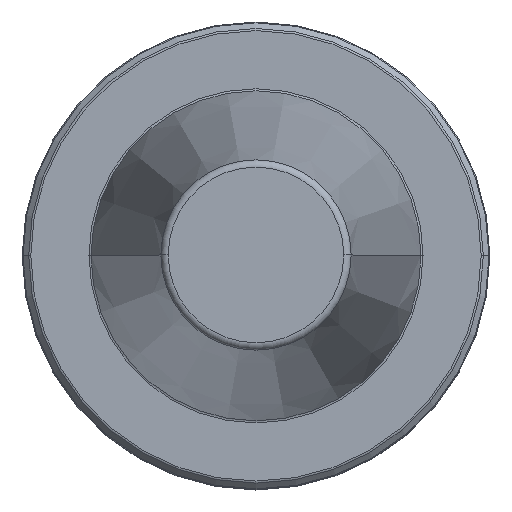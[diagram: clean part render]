
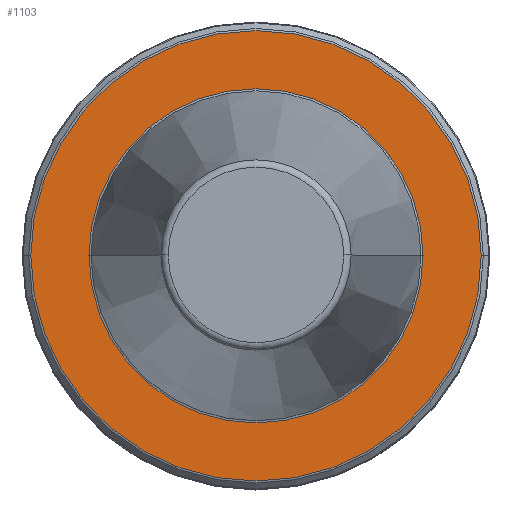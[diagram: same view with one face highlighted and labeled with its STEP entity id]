
A CAD part, top view. The second image highlights one B-rep face of the part: STEP entity #1103.
In plain terms, the highlighted planar face has unit normal (0, 0, 1).
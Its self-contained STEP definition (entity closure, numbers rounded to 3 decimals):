
#1 = VERTEX_POINT ( 'NONE', #1116 ) ;
#36 = AXIS2_PLACEMENT_3D ( 'NONE', #803, #900, #918 ) ;
#44 = CIRCLE ( 'NONE', #504, 30.334 ) ;
#78 = CARTESIAN_POINT ( 'NONE',  ( 0., 0., -2. ) ) ;
#98 = CIRCLE ( 'NONE', #695, 22.5 ) ;
#118 = EDGE_CURVE ( 'NONE', #172, #567, #1064, .T. ) ;
#145 = VERTEX_POINT ( 'NONE', #639 ) ;
#151 = CIRCLE ( 'NONE', #436, 22.5 ) ;
#172 = VERTEX_POINT ( 'NONE', #1002 ) ;
#185 = DIRECTION ( 'NONE',  ( 1., 0., 0. ) ) ;
#190 = CARTESIAN_POINT ( 'NONE',  ( -30.334, 0., -2. ) ) ;
#204 = CARTESIAN_POINT ( 'NONE',  ( 0., 0., -2. ) ) ;
#234 = DIRECTION ( 'NONE',  ( 0., 0., 1. ) ) ;
#287 = EDGE_CURVE ( 'NONE', #145, #1, #98, .T. ) ;
#356 = DIRECTION ( 'NONE',  ( 1., 0., 0. ) ) ;
#409 = AXIS2_PLACEMENT_3D ( 'NONE', #951, #546, #1247 ) ;
#436 = AXIS2_PLACEMENT_3D ( 'NONE', #78, #489, #765 ) ;
#450 = PLANE ( 'NONE',  #409 ) ;
#463 = DIRECTION ( 'NONE',  ( 0., 0., 1. ) ) ;
#466 = EDGE_LOOP ( 'NONE', ( #985, #1009 ) ) ;
#489 = DIRECTION ( 'NONE',  ( 0., 0., 1. ) ) ;
#504 = AXIS2_PLACEMENT_3D ( 'NONE', #204, #234, #185 ) ;
#546 = DIRECTION ( 'NONE',  ( 0., 0., 1. ) ) ;
#567 = VERTEX_POINT ( 'NONE', #190 ) ;
#572 = EDGE_CURVE ( 'NONE', #1, #145, #151, .T. ) ;
#578 = EDGE_CURVE ( 'NONE', #567, #172, #44, .T. ) ;
#629 = FACE_BOUND ( 'NONE', #466, .T. ) ;
#639 = CARTESIAN_POINT ( 'NONE',  ( 22.5, 0., -2. ) ) ;
#695 = AXIS2_PLACEMENT_3D ( 'NONE', #1154, #463, #356 ) ;
#743 = ORIENTED_EDGE ( 'NONE', *, *, #118, .T. ) ;
#746 = EDGE_LOOP ( 'NONE', ( #743, #1026 ) ) ;
#765 = DIRECTION ( 'NONE',  ( 1., 0., 0. ) ) ;
#803 = CARTESIAN_POINT ( 'NONE',  ( 0., 0., -2. ) ) ;
#896 = FACE_OUTER_BOUND ( 'NONE', #746, .T. ) ;
#900 = DIRECTION ( 'NONE',  ( 0., 0., 1. ) ) ;
#918 = DIRECTION ( 'NONE',  ( 1., 0., 0. ) ) ;
#951 = CARTESIAN_POINT ( 'NONE',  ( 0., 0., -2. ) ) ;
#985 = ORIENTED_EDGE ( 'NONE', *, *, #287, .F. ) ;
#1002 = CARTESIAN_POINT ( 'NONE',  ( 30.334, 0., -2. ) ) ;
#1009 = ORIENTED_EDGE ( 'NONE', *, *, #572, .F. ) ;
#1026 = ORIENTED_EDGE ( 'NONE', *, *, #578, .T. ) ;
#1064 = CIRCLE ( 'NONE', #36, 30.334 ) ;
#1103 = ADVANCED_FACE ( 'NONE', ( #896, #629 ), #450, .T. ) ;
#1116 = CARTESIAN_POINT ( 'NONE',  ( -22.5, 0., -2. ) ) ;
#1154 = CARTESIAN_POINT ( 'NONE',  ( 0., 0., -2. ) ) ;
#1247 = DIRECTION ( 'NONE',  ( 1., 0., 0. ) ) ;
